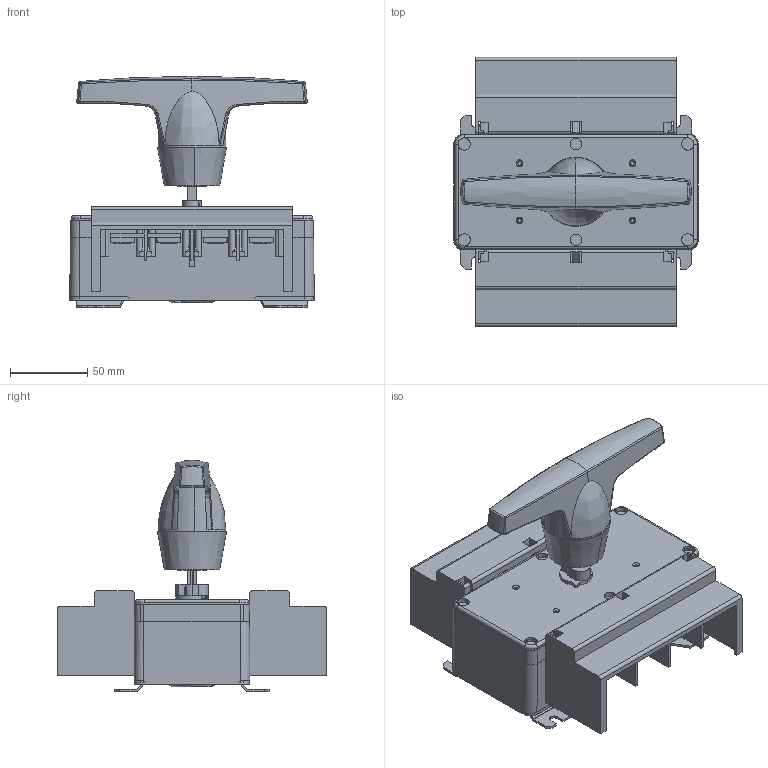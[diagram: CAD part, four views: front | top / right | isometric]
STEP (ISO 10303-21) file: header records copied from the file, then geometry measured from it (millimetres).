
FILE_DESCRIPTION (( 'STEP AP203' ), '1' );
FILE_NAME ('SDC32-125.STEP', '2017-05-05T18:12:32', ( '' ), ( '' ), 'SwSTEP 2.0', 'SolidWorks 2017', '' );
FILE_SCHEMA (( 'CONFIG_CONTROL_DESIGN' ));
Length unit declared in the file: millimetre
Products named in the file (3): Q-152; SDC32-125-1; SDC32-125
Assembly tree (2 placements, depth 2):
  SDC32-125
    SDC32-125-1
    Q-152
Bounding box: 158.7 x 174.72 x 150.2 mm (x, y, z)
Volume: 807273.5 mm3; surface area: 211179.4 mm2
Topology: 5 solids, 13 shells, 1061 faces, 3005 edges, 1976 vertices
Faces by surface type: plane 685, cylinder 236, bspline 115, cone 25
Entity records: 42988 total; most frequent: CARTESIAN_POINT 16839, ORIENTED_EDGE 6010, DIRECTION 4452, EDGE_CURVE 3005, VECTOR 2032, LINE 2032, VERTEX_POINT 1976, AXIS2_PLACEMENT_3D 1210
